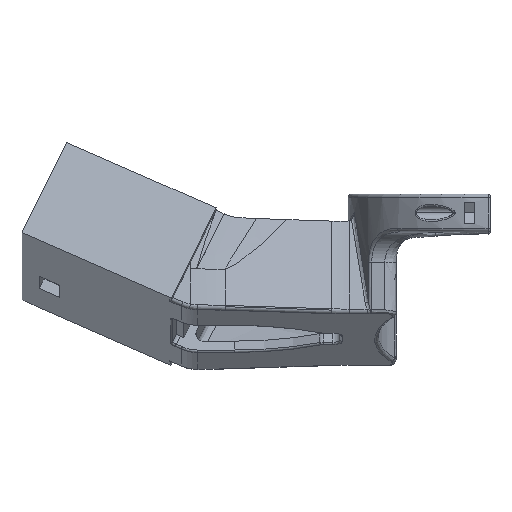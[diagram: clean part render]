
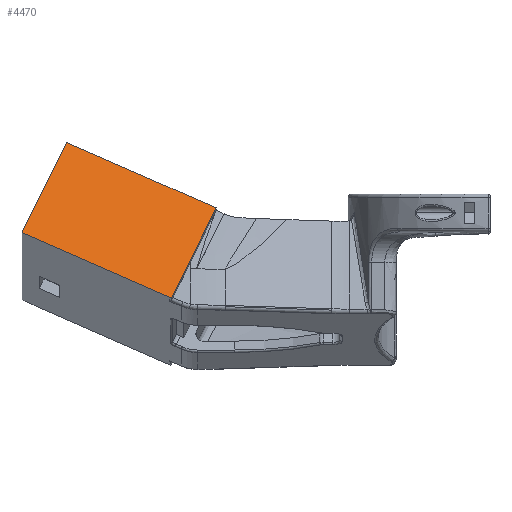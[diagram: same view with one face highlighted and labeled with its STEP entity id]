
A CAD part, left-side view. The second image highlights one B-rep face of the part: STEP entity #4470.
In plain terms, the highlighted planar face has unit normal (-0.94, 0, 0.342).
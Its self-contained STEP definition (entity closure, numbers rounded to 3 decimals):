
#525 = VECTOR ( 'NONE', #10475, 1000. ) ;
#774 = LINE ( 'NONE', #2627, #3188 ) ;
#1012 = VERTEX_POINT ( 'NONE', #5341 ) ;
#1065 = VERTEX_POINT ( 'NONE', #7515 ) ;
#1294 = CARTESIAN_POINT ( 'NONE',  ( -15.477, 72.841, 21.338 ) ) ;
#2242 = CARTESIAN_POINT ( 'NONE',  ( -20.525, 0., 7.47 ) ) ;
#2421 = VECTOR ( 'NONE', #4146, 1000. ) ;
#2492 = CARTESIAN_POINT ( 'NONE',  ( -9.181, 112.272, 38.637 ) ) ;
#2627 = CARTESIAN_POINT ( 'NONE',  ( -9.187, 112.281, 38.62 ) ) ;
#3188 = VECTOR ( 'NONE', #9916, 1000. ) ;
#3239 = LINE ( 'NONE', #5907, #525 ) ;
#3977 = CARTESIAN_POINT ( 'NONE',  ( -24.15, 84.666, -2.491 ) ) ;
#4146 = DIRECTION ( 'NONE',  ( -0.31, 0.423, -0.852 ) ) ;
#4470 = ADVANCED_FACE ( 'NONE', ( #7846 ), #9644, .T. ) ;
#5341 = CARTESIAN_POINT ( 'NONE',  ( -9.187, 112.281, 38.62 ) ) ;
#5346 = EDGE_CURVE ( 'NONE', #1012, #11369, #774, .T. ) ;
#5594 = CARTESIAN_POINT ( 'NONE',  ( -24.15, 84.666, -2.491 ) ) ;
#5907 = CARTESIAN_POINT ( 'NONE',  ( -17.86, 124.106, 14.791 ) ) ;
#5995 = EDGE_LOOP ( 'NONE', ( #6967, #8657, #6486, #8520 ) ) ;
#6486 = ORIENTED_EDGE ( 'NONE', *, *, #9893, .T. ) ;
#6768 = LINE ( 'NONE', #3977, #2421 ) ;
#6967 = ORIENTED_EDGE ( 'NONE', *, *, #11655, .F. ) ;
#7494 = VERTEX_POINT ( 'NONE', #5594 ) ;
#7515 = CARTESIAN_POINT ( 'NONE',  ( -17.86, 124.106, 14.791 ) ) ;
#7648 = VECTOR ( 'NONE', #7803, 1000. ) ;
#7803 = DIRECTION ( 'NONE',  ( -0.31, 0.423, -0.852 ) ) ;
#7846 = FACE_OUTER_BOUND ( 'NONE', #5995, .T. ) ;
#8520 = ORIENTED_EDGE ( 'NONE', *, *, #11586, .T. ) ;
#8657 = ORIENTED_EDGE ( 'NONE', *, *, #5346, .F. ) ;
#9535 = AXIS2_PLACEMENT_3D ( 'NONE', #2242, #10659, #9704 ) ;
#9644 = PLANE ( 'NONE',  #9535 ) ;
#9704 = DIRECTION ( 'NONE',  ( 0.342, 0., 0.94 ) ) ;
#9893 = EDGE_CURVE ( 'NONE', #1012, #1065, #10506, .T. ) ;
#9916 = DIRECTION ( 'NONE',  ( -0.145, -0.906, -0.397 ) ) ;
#10475 = DIRECTION ( 'NONE',  ( -0.145, -0.906, -0.397 ) ) ;
#10506 = LINE ( 'NONE', #2492, #7648 ) ;
#10659 = DIRECTION ( 'NONE',  ( -0.94, 0., 0.342 ) ) ;
#11369 = VERTEX_POINT ( 'NONE', #1294 ) ;
#11586 = EDGE_CURVE ( 'NONE', #1065, #7494, #3239, .T. ) ;
#11655 = EDGE_CURVE ( 'NONE', #11369, #7494, #6768, .T. ) ;
